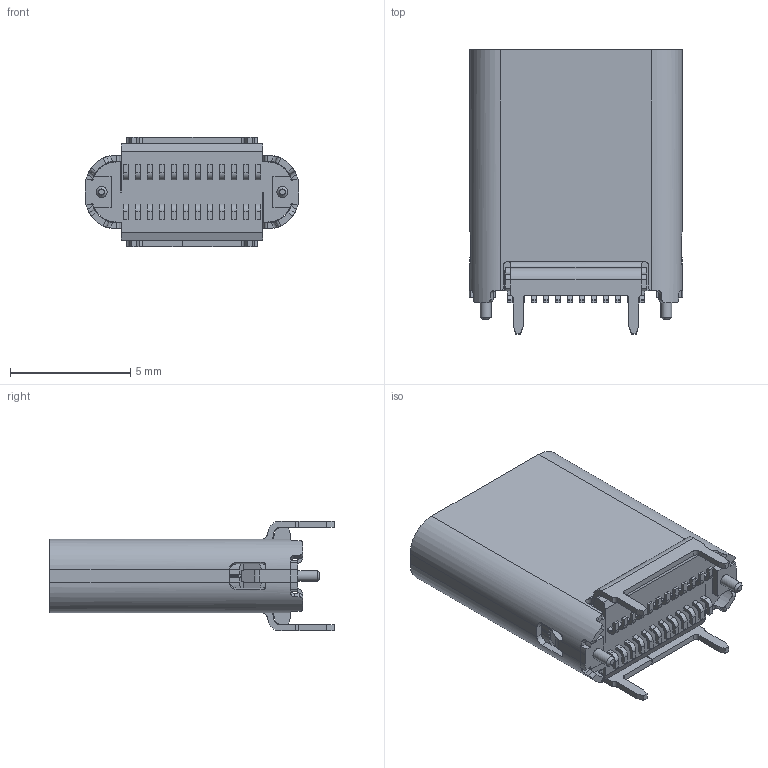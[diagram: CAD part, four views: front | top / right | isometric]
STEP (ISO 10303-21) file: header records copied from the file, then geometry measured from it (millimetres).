
FILE_DESCRIPTION( ( 'STEP AP214' ), '1' );
FILE_NAME( 'USB4070-30-C.stp', '2021-09-28T23:06:26', ( 'License CC BY-ND 4.0' ), ( 'CADENAS' ), ' ', 'PARTsolutions', ' ' );
FILE_SCHEMA( ( 'AUTOMOTIVE_DESIGN { 1 0 10303 214 1 1 1 1 }' ) );
Length unit declared in the file: millimetre
Products named in the file (2): USB4070-30-C; NONE
Assembly tree (1 placements, depth 2):
  USB4070-30-C
    NONE
Bounding box: 8.87 x 11.8 x 4.55 mm (x, y, z)
Volume: 157.6 mm3; surface area: 753.3 mm2
Topology: 1 solids, 50 shells, 1520 faces, 4108 edges, 2711 vertices
Faces by surface type: plane 966, cylinder 502, bspline 28, cone 24
Full cylindrical faces by diameter (mm): 0.45 x4, 0.55 x4, 0.65 x4
Entity records: 60761 total; most frequent: CARTESIAN_POINT 11091, ORIENTED_EDGE 8160, DIRECTION 7187, EDGE_CURVE 4080, LINE 2811, VECTOR 2811, VERTEX_POINT 2703, AXIS2_PLACEMENT_3D 2188
